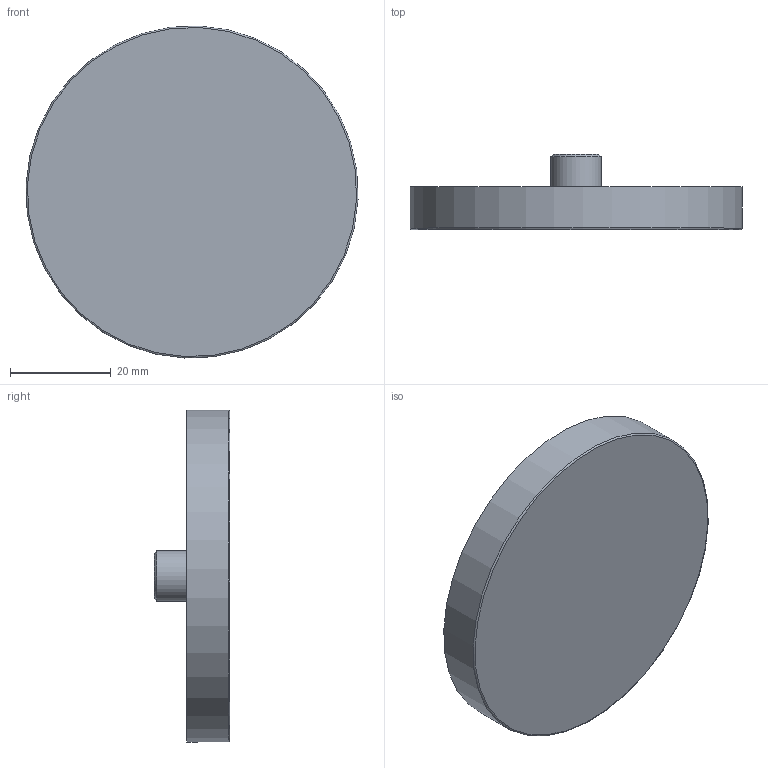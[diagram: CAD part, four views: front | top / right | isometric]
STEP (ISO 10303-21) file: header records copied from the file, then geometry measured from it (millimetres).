
FILE_DESCRIPTION(/* description */ ('','CAx-IF Rec.Pracs.---Representation and Presentation of Product Manufacturing Information (PMI)---4.0---2014-10-13'),/* implementation_level */ '2;1');
FILE_NAME(/* name */ 'GM1750701.stp',/* time_stamp */ '2020-09-03T11:21:57+02:00',/* author */ ('tm'),/* organization */ (''),/* preprocessor_version */ 'ST-DEVELOPER v17.2',/* originating_system */ 'Autodesk Inventor 2019',/* authorisation */ '');
FILE_SCHEMA (('AP242_MANAGED_MODEL_BASED_3D_ENGINEERING_MIM_LF { 1 0 10303 442 1 1 4 }'));
Length unit declared in the file: millimetre
Products named in the file (5): GM1750701; E0135122; E0135123; E0135124; E0135125
Assembly tree (9 placements, depth 2):
  GM1750701
    E0135122
    E0135123  x6
    E0135124
    E0135125
Bounding box: 65.94 x 15 x 65.94 mm (x, y, z)
Volume: 11673.7 mm3; surface area: 25763.4 mm2
Topology: 9 solids, 9 shells, 44 faces, 106 edges, 98 vertices
Faces by surface type: plane 22, cylinder 20, cone 1, torus 1
Full cylindrical faces by diameter (mm): 4.2 x1, 10 x2, 12 x12, 40 x2, 42 x1, 65 x1, 66 x1
Entity records: 1268 total; most frequent: DIRECTION 214, CARTESIAN_POINT 190, ORIENTED_EDGE 128, AXIS2_PLACEMENT_3D 99, EDGE_CURVE 64, CIRCLE 56, EDGE_LOOP 47, VERTEX_POINT 47
